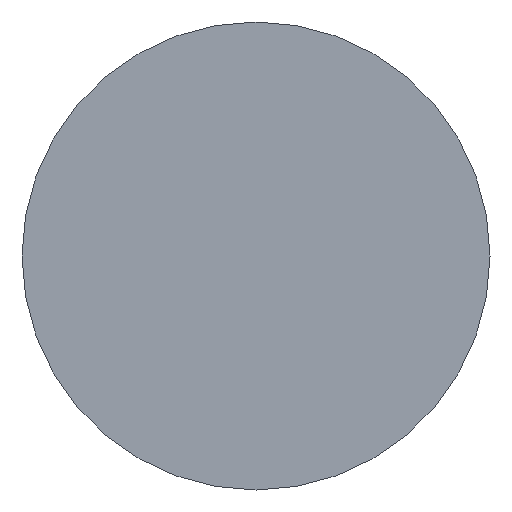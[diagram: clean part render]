
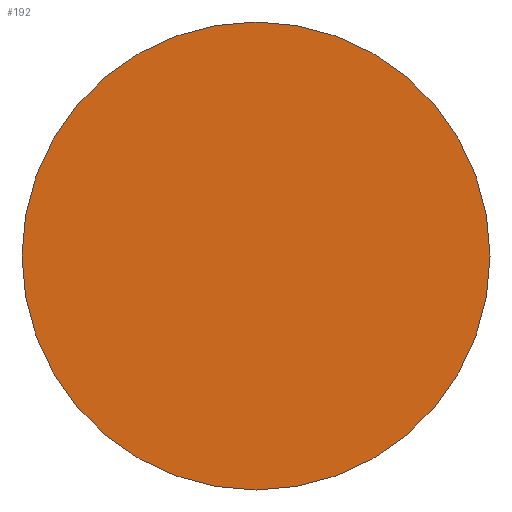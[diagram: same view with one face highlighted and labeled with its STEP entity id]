
A CAD part, front view. The second image highlights one B-rep face of the part: STEP entity #192.
In plain terms, the highlighted planar face has unit normal (0, -1, 0).
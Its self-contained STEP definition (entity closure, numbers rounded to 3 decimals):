
#1=CARTESIAN_POINT('',(0.,0.,0.));
#2=DIRECTION('',(0.,-1.,0.));
#3=DIRECTION('',(1.,0.,0.));
#4=AXIS2_PLACEMENT_3D('',#1,#2,#3);
#14=CARTESIAN_POINT('',(0.,0.,0.));
#15=DIRECTION('',(0.,1.,0.));
#16=DIRECTION('',(1.,0.,0.));
#17=AXIS2_PLACEMENT_3D('',#14,#15,#16);
#141=CARTESIAN_POINT('',(4.5,0.,0.));
#143=VERTEX_POINT('',#141);
#161=CARTESIAN_POINT('',(-4.5,0.,0.));
#163=VERTEX_POINT('',#161);
#181=CARTESIAN_POINT('',(0.,0.,0.));
#182=DIRECTION('',(0.,-1.,0.));
#183=DIRECTION('',(-1.,0.,0.));
#184=AXIS2_PLACEMENT_3D('',#181,#182,#183);
#185=PLANE('',#184);
#187=ORIENTED_EDGE('',*,*,#186,.F.);
#189=ORIENTED_EDGE('',*,*,#188,.T.);
#190=EDGE_LOOP('',(#187,#189));
#191=FACE_OUTER_BOUND('',#190,.F.);
#192=ADVANCED_FACE('',(#191),#185,.T.);
#5=CIRCLE('',#4,4.5);
#18=CIRCLE('',#17,4.5);
#186=EDGE_CURVE('',#143,#163,#5,.T.);
#188=EDGE_CURVE('',#143,#163,#18,.T.);
